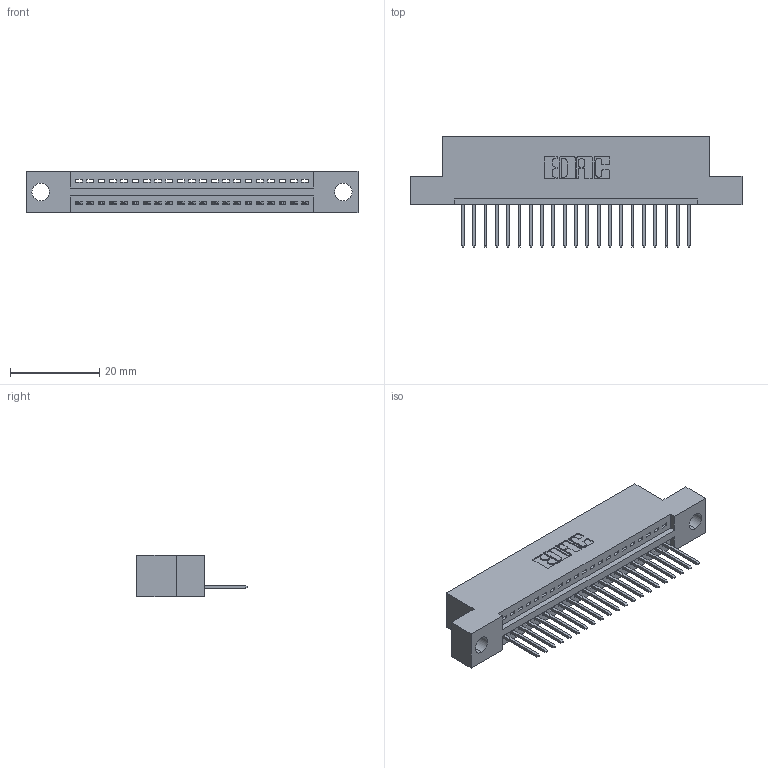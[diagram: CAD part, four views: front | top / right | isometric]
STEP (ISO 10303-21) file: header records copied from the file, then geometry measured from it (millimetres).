
FILE_DESCRIPTION (( 'STEP AP203' ), '1' );
FILE_NAME ('345-021-523-104.STEP', '2018-08-20T08:33:18', ( '' ), ( '' ), 'SwSTEP 2.0', 'SolidWorks 2016', '' );
FILE_SCHEMA (( 'CONFIG_CONTROL_DESIGN' ));
Length unit declared in the file: inch
Products named in the file (3): 345 Part_Flush Mounting Lugs - 0.156 Dia-TH; 345-292-001_345-293-123; 345-021-523-104
Assembly tree (22 placements, depth 2):
  345-021-523-104
    345 Part_Flush Mounting Lugs - 0.156 Dia-TH
    345-292-001_345-293-123  x21
Bounding box: 74.55 x 24.82 x 9.4 mm (x, y, z)
Volume: 6812.7 mm3; surface area: 8599.7 mm2
Topology: 22 solids, 22 shells, 1344 faces, 4037 edges, 2662 vertices
Faces by surface type: plane 920, cylinder 424
Entity records: 18653 total; most frequent: CARTESIAN_POINT 3239, ORIENTED_EDGE 3194, DIRECTION 2859, EDGE_CURVE 1597, VECTOR 1381, LINE 1381, VERTEX_POINT 1062, AXIS2_PLACEMENT_3D 739
